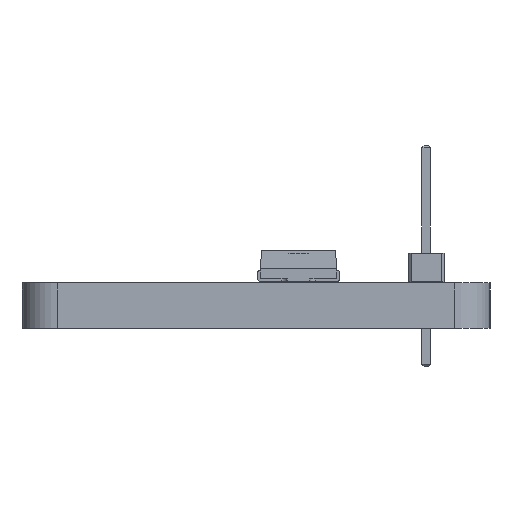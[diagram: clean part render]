
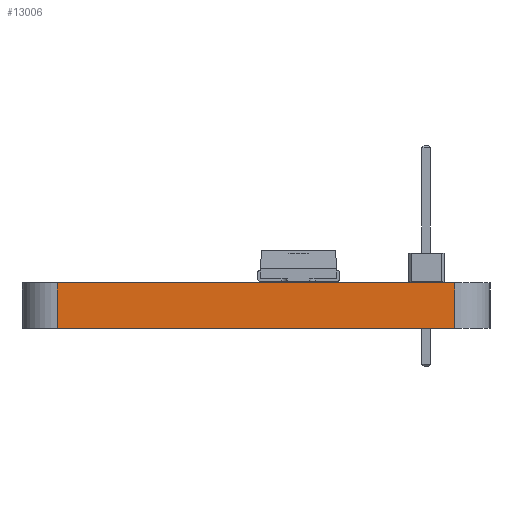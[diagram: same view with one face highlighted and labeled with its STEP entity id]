
A CAD part, left-side view. The second image highlights one B-rep face of the part: STEP entity #13006.
In plain terms, the highlighted planar face has unit normal (-1, 0, 0).
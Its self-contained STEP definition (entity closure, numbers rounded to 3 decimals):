
#11603 = PLANE('',#11604);
#11604 = AXIS2_PLACEMENT_3D('',#11605,#11606,#11607);
#11605 = CARTESIAN_POINT('',(6.214,-40.306,1.6));
#11606 = DIRECTION('',(0.,0.,1.));
#11607 = DIRECTION('',(1.,0.,0.));
#11658 = PLANE('',#11659);
#11659 = AXIS2_PLACEMENT_3D('',#11660,#11661,#11662);
#11660 = CARTESIAN_POINT('',(6.214,-40.306,0.));
#11661 = DIRECTION('',(0.,0.,1.));
#11662 = DIRECTION('',(1.,0.,0.));
#11939 = VERTEX_POINT('',#11940);
#11940 = CARTESIAN_POINT('',(-23.075,-32.5,0.));
#11955 = CYLINDRICAL_SURFACE('',#11956,1.25);
#11956 = AXIS2_PLACEMENT_3D('',#11957,#11958,#11959);
#11957 = CARTESIAN_POINT('',(-21.825,-32.5,0.));
#11958 = DIRECTION('',(0.,0.,-1.));
#11959 = DIRECTION('',(1.,0.,0.));
#11967 = EDGE_CURVE('',#11968,#11939,#11970,.T.);
#11968 = VERTEX_POINT('',#11969);
#11969 = CARTESIAN_POINT('',(-23.075,-46.5,0.));
#11970 = SURFACE_CURVE('',#11971,(#11975,#11982),.PCURVE_S1.);
#11971 = LINE('',#11972,#11973);
#11972 = CARTESIAN_POINT('',(-23.075,-46.5,0.));
#11973 = VECTOR('',#11974,1.);
#11974 = DIRECTION('',(0.,1.,0.));
#11975 = PCURVE('',#11658,#11976);
#11976 = DEFINITIONAL_REPRESENTATION('',(#11977),#11981);
#11977 = LINE('',#11978,#11979);
#11978 = CARTESIAN_POINT('',(-29.289,-6.194));
#11979 = VECTOR('',#11980,1.);
#11980 = DIRECTION('',(0.,1.));
#11981 = ( GEOMETRIC_REPRESENTATION_CONTEXT(2) 
PARAMETRIC_REPRESENTATION_CONTEXT() REPRESENTATION_CONTEXT('2D SPACE',''
  ) );
#11982 = PCURVE('',#11983,#11988);
#11983 = PLANE('',#11984);
#11984 = AXIS2_PLACEMENT_3D('',#11985,#11986,#11987);
#11985 = CARTESIAN_POINT('',(-23.075,-46.5,0.));
#11986 = DIRECTION('',(-1.,0.,0.));
#11987 = DIRECTION('',(0.,1.,0.));
#11988 = DEFINITIONAL_REPRESENTATION('',(#11989),#11993);
#11989 = LINE('',#11990,#11991);
#11990 = CARTESIAN_POINT('',(0.,0.));
#11991 = VECTOR('',#11992,1.);
#11992 = DIRECTION('',(1.,0.));
#11993 = ( GEOMETRIC_REPRESENTATION_CONTEXT(2) 
PARAMETRIC_REPRESENTATION_CONTEXT() REPRESENTATION_CONTEXT('2D SPACE',''
  ) );
#12012 = CYLINDRICAL_SURFACE('',#12013,1.25);
#12013 = AXIS2_PLACEMENT_3D('',#12014,#12015,#12016);
#12014 = CARTESIAN_POINT('',(-21.825,-46.5,0.));
#12015 = DIRECTION('',(0.,0.,-1.));
#12016 = DIRECTION('',(1.,0.,0.));
#12418 = VERTEX_POINT('',#12419);
#12419 = CARTESIAN_POINT('',(-23.075,-32.5,1.6));
#12441 = EDGE_CURVE('',#12442,#12418,#12444,.T.);
#12442 = VERTEX_POINT('',#12443);
#12443 = CARTESIAN_POINT('',(-23.075,-46.5,1.6));
#12444 = SURFACE_CURVE('',#12445,(#12449,#12456),.PCURVE_S1.);
#12445 = LINE('',#12446,#12447);
#12446 = CARTESIAN_POINT('',(-23.075,-46.5,1.6));
#12447 = VECTOR('',#12448,1.);
#12448 = DIRECTION('',(0.,1.,0.));
#12449 = PCURVE('',#11603,#12450);
#12450 = DEFINITIONAL_REPRESENTATION('',(#12451),#12455);
#12451 = LINE('',#12452,#12453);
#12452 = CARTESIAN_POINT('',(-29.289,-6.194));
#12453 = VECTOR('',#12454,1.);
#12454 = DIRECTION('',(0.,1.));
#12455 = ( GEOMETRIC_REPRESENTATION_CONTEXT(2) 
PARAMETRIC_REPRESENTATION_CONTEXT() REPRESENTATION_CONTEXT('2D SPACE',''
  ) );
#12456 = PCURVE('',#11983,#12457);
#12457 = DEFINITIONAL_REPRESENTATION('',(#12458),#12462);
#12458 = LINE('',#12459,#12460);
#12459 = CARTESIAN_POINT('',(0.,-1.6));
#12460 = VECTOR('',#12461,1.);
#12461 = DIRECTION('',(1.,0.));
#12462 = ( GEOMETRIC_REPRESENTATION_CONTEXT(2) 
PARAMETRIC_REPRESENTATION_CONTEXT() REPRESENTATION_CONTEXT('2D SPACE',''
  ) );
#12956 = EDGE_CURVE('',#11968,#12442,#12957,.T.);
#12957 = SURFACE_CURVE('',#12958,(#12962,#12969),.PCURVE_S1.);
#12958 = LINE('',#12959,#12960);
#12959 = CARTESIAN_POINT('',(-23.075,-46.5,0.));
#12960 = VECTOR('',#12961,1.);
#12961 = DIRECTION('',(0.,0.,1.));
#12962 = PCURVE('',#12012,#12963);
#12963 = DEFINITIONAL_REPRESENTATION('',(#12964),#12968);
#12964 = LINE('',#12965,#12966);
#12965 = CARTESIAN_POINT('',(-3.142,0.));
#12966 = VECTOR('',#12967,1.);
#12967 = DIRECTION('',(0.,-1.));
#12968 = ( GEOMETRIC_REPRESENTATION_CONTEXT(2) 
PARAMETRIC_REPRESENTATION_CONTEXT() REPRESENTATION_CONTEXT('2D SPACE',''
  ) );
#12969 = PCURVE('',#11983,#12970);
#12970 = DEFINITIONAL_REPRESENTATION('',(#12971),#12975);
#12971 = LINE('',#12972,#12973);
#12972 = CARTESIAN_POINT('',(0.,0.));
#12973 = VECTOR('',#12974,1.);
#12974 = DIRECTION('',(0.,-1.));
#12975 = ( GEOMETRIC_REPRESENTATION_CONTEXT(2) 
PARAMETRIC_REPRESENTATION_CONTEXT() REPRESENTATION_CONTEXT('2D SPACE',''
  ) );
#12985 = EDGE_CURVE('',#11939,#12418,#12986,.T.);
#12986 = SURFACE_CURVE('',#12987,(#12991,#12998),.PCURVE_S1.);
#12987 = LINE('',#12988,#12989);
#12988 = CARTESIAN_POINT('',(-23.075,-32.5,0.));
#12989 = VECTOR('',#12990,1.);
#12990 = DIRECTION('',(0.,0.,1.));
#12991 = PCURVE('',#11955,#12992);
#12992 = DEFINITIONAL_REPRESENTATION('',(#12993),#12997);
#12993 = LINE('',#12994,#12995);
#12994 = CARTESIAN_POINT('',(-3.142,0.));
#12995 = VECTOR('',#12996,1.);
#12996 = DIRECTION('',(0.,-1.));
#12997 = ( GEOMETRIC_REPRESENTATION_CONTEXT(2) 
PARAMETRIC_REPRESENTATION_CONTEXT() REPRESENTATION_CONTEXT('2D SPACE',''
  ) );
#12998 = PCURVE('',#11983,#12999);
#12999 = DEFINITIONAL_REPRESENTATION('',(#13000),#13004);
#13000 = LINE('',#13001,#13002);
#13001 = CARTESIAN_POINT('',(14.,0.));
#13002 = VECTOR('',#13003,1.);
#13003 = DIRECTION('',(0.,-1.));
#13004 = ( GEOMETRIC_REPRESENTATION_CONTEXT(2) 
PARAMETRIC_REPRESENTATION_CONTEXT() REPRESENTATION_CONTEXT('2D SPACE',''
  ) );
#13006 = ADVANCED_FACE('',(#13007),#11983,.T.);
#13007 = FACE_BOUND('',#13008,.T.);
#13008 = EDGE_LOOP('',(#13009,#13010,#13011,#13012));
#13009 = ORIENTED_EDGE('',*,*,#12956,.T.);
#13010 = ORIENTED_EDGE('',*,*,#12441,.T.);
#13011 = ORIENTED_EDGE('',*,*,#12985,.F.);
#13012 = ORIENTED_EDGE('',*,*,#11967,.F.);
